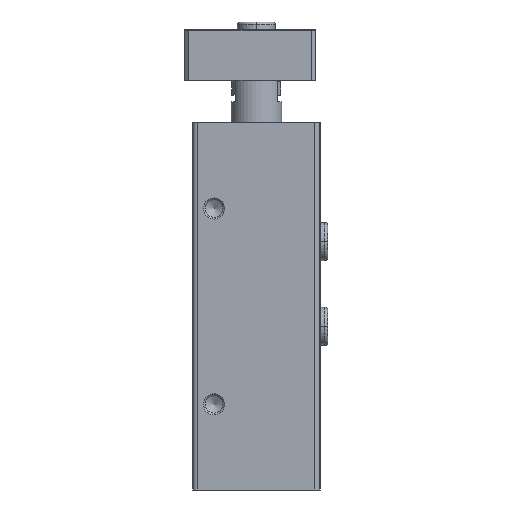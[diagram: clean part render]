
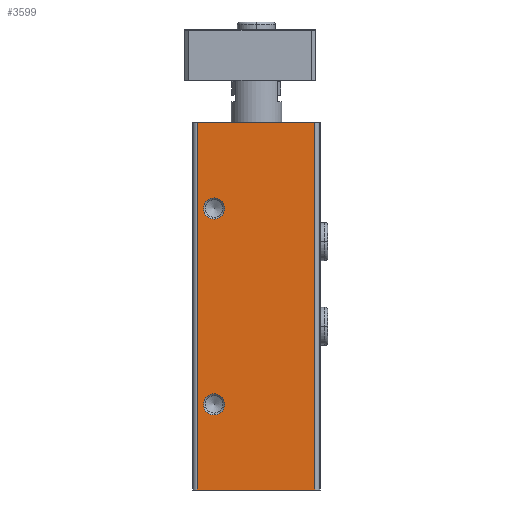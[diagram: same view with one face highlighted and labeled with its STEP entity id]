
A CAD part, left-side view. The second image highlights one B-rep face of the part: STEP entity #3599.
In plain terms, the highlighted planar face has unit normal (-1, 0, 0).
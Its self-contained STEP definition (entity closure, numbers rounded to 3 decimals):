
#229=LINE('',#5498,#485);
#230=LINE('',#5501,#486);
#231=LINE('',#5503,#487);
#232=LINE('',#5505,#488);
#485=VECTOR('',#4352,1000.);
#486=VECTOR('',#4353,1000.);
#487=VECTOR('',#4354,1000.);
#488=VECTOR('',#4355,1000.);
#741=ORIENTED_EDGE('',*,*,#1715,.T.);
#742=ORIENTED_EDGE('',*,*,#1716,.T.);
#743=ORIENTED_EDGE('',*,*,#1717,.F.);
#744=ORIENTED_EDGE('',*,*,#1718,.F.);
#745=ORIENTED_EDGE('',*,*,#1719,.T.);
#746=ORIENTED_EDGE('',*,*,#1720,.T.);
#1715=EDGE_CURVE('',#2202,#2202,#2569,.T.);
#1716=EDGE_CURVE('',#2203,#2203,#2570,.T.);
#1717=EDGE_CURVE('',#2204,#2205,#229,.T.);
#1718=EDGE_CURVE('',#2206,#2204,#230,.T.);
#1719=EDGE_CURVE('',#2206,#2207,#231,.T.);
#1720=EDGE_CURVE('',#2207,#2205,#232,.T.);
#2202=VERTEX_POINT('',#5495);
#2203=VERTEX_POINT('',#5497);
#2204=VERTEX_POINT('',#5499);
#2205=VERTEX_POINT('',#5500);
#2206=VERTEX_POINT('',#5502);
#2207=VERTEX_POINT('',#5504);
#2569=CIRCLE('',#3900,2.5);
#2570=CIRCLE('',#3901,2.5);
#2766=EDGE_LOOP('',(#741));
#2767=EDGE_LOOP('',(#742));
#2768=EDGE_LOOP('',(#743,#744,#745,#746));
#3120=FACE_BOUND('',#2766,.T.);
#3121=FACE_BOUND('',#2767,.T.);
#3122=FACE_BOUND('',#2768,.T.);
#3484=PLANE('',#3899);
#3599=ADVANCED_FACE('',(#3120,#3121,#3122),#3484,.T.);
#3899=AXIS2_PLACEMENT_3D('',#5493,#4346,#4347);
#3900=AXIS2_PLACEMENT_3D('',#5494,#4348,#4349);
#3901=AXIS2_PLACEMENT_3D('',#5496,#4350,#4351);
#4346=DIRECTION('',(-1.,0.,0.));
#4347=DIRECTION('',(0.,0.,1.));
#4348=DIRECTION('',(1.,0.,0.));
#4349=DIRECTION('',(0.,0.,-1.));
#4350=DIRECTION('',(1.,0.,0.));
#4351=DIRECTION('',(0.,0.,-1.));
#4352=DIRECTION('',(0.,-1.,0.));
#4353=DIRECTION('',(0.,0.,1.));
#4354=DIRECTION('',(0.,-1.,0.));
#4355=DIRECTION('',(0.,0.,1.));
#5493=CARTESIAN_POINT('',(-40.,14.,-86.6));
#5494=CARTESIAN_POINT('',(-40.,10.,-66.4));
#5495=CARTESIAN_POINT('',(-40.,10.,-68.9));
#5496=CARTESIAN_POINT('',(-40.,10.,-20.2));
#5497=CARTESIAN_POINT('',(-40.,10.,-22.7));
#5498=CARTESIAN_POINT('',(-40.,14.,0.));
#5499=CARTESIAN_POINT('',(-40.,14.,0.));
#5500=CARTESIAN_POINT('',(-40.,-13.8,0.));
#5501=CARTESIAN_POINT('',(-40.,14.,-86.6));
#5502=CARTESIAN_POINT('',(-40.,14.,-86.6));
#5503=CARTESIAN_POINT('',(-40.,14.,-86.6));
#5504=CARTESIAN_POINT('',(-40.,-13.8,-86.6));
#5505=CARTESIAN_POINT('',(-40.,-13.8,-86.6));
